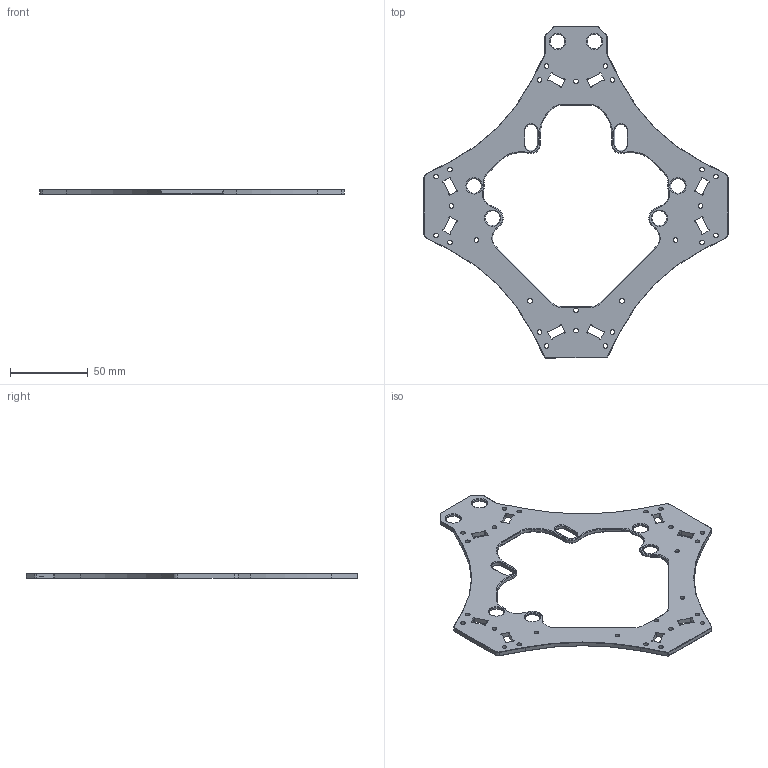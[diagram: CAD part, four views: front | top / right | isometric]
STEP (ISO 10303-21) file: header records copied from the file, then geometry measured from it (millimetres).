
FILE_DESCRIPTION(/* description */ (''),/* implementation_level */ '2;1');
FILE_NAME(/* name */ 'TopPlate_v1.1.step',/* time_stamp */ '2023-06-24T08:40:56+08:00',/* author */ (''),/* organization */ (''),/* preprocessor_version */ 'ST-DEVELOPER v19.2',/* originating_system */ 'Autodesk Translation Framework v12.6.0.85',/* authorisation */ '');
FILE_SCHEMA (('AUTOMOTIVE_DESIGN { 1 0 10303 214 3 1 1 }'));
Length unit declared in the file: millimetre
Products named in the file (1): TopPlate
Bounding box: 196 x 214 x 3 mm (x, y, z)
Volume: 35305.9 mm3; surface area: 29074.4 mm2
Topology: 1 solids, 1 shells, 396 faces, 1014 edges, 626 vertices
Faces by surface type: plane 179, cylinder 117, cone 98, bspline 2
Full cylindrical faces by diameter (mm): 3 x25, 9.5 x6, 15 x2
Entity records: 12166 total; most frequent: CARTESIAN_POINT 2143, DIRECTION 2140, ORIENTED_EDGE 2028, EDGE_CURVE 1014, AXIS2_PLACEMENT_3D 747, LINE 646, VECTOR 646, VERTEX_POINT 626
